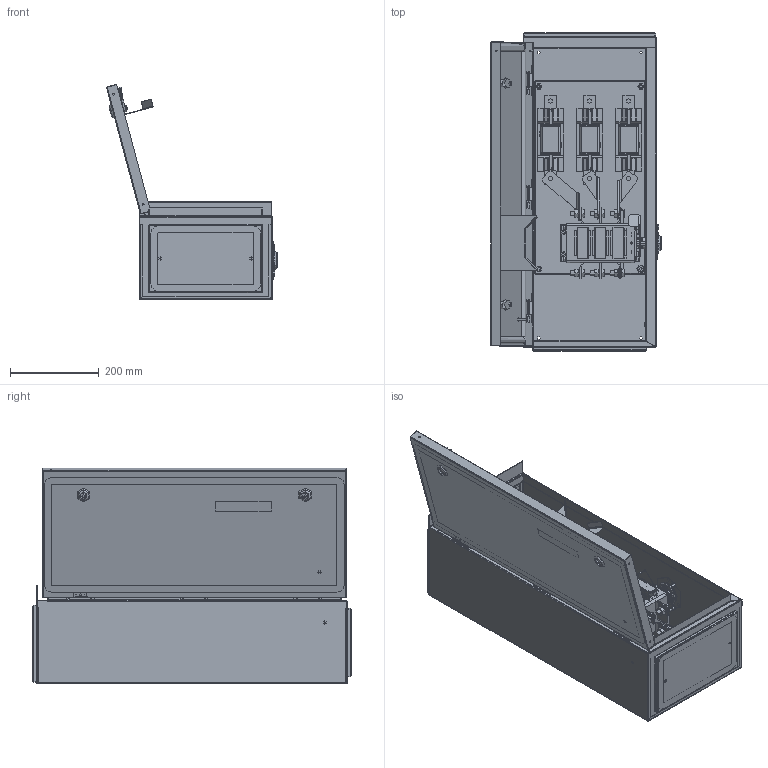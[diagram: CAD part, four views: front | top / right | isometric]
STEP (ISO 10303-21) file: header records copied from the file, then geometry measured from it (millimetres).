
FILE_DESCRIPTION (( 'STEP AP203' ), '1' );
FILE_NAME ('ÀÃÈÅ 314.00.000 Êîðïóñ ßÐÏ â ñáîðå 250À-2 íàïðàâëåíèÿ.STEP', '2022-02-09T13:37:38', ( '' ), ( '' ), 'SwSTEP 2.0', 'SolidWorks 2017', '' );
FILE_SCHEMA (( 'CONFIG_CONTROL_DESIGN' ));
Length unit declared in the file: millimetre
Products named in the file (158): ﾀﾃﾈﾅ 226.01.001 ﾄ濵; ÀÃÈÅ 314.02.008 Øèíà Â; ÀÃÈÅ 226.06.000 ÑÁ Êðûøêà ëþ÷êà â ñáîðå_-05; ÀÃÈÅ 226.03.000 ÑÁ Áîêîâèíà â ñáîðå_-09; ÀÃÈÅ 226.00.002 Ïëàñòèíà èçîëÿöèîííàÿ_-03; hex flange nut_din_Hexagon Flange Nut DIN 6923 - M6 - N; ﾘ琺矜 ﾃﾎﾑﾒ 11371; IEK 705.022; ﾘ琺矜 ﾃﾎﾑﾒ 6402-70; IEK 705.022_IEK 705.022-01; ÀÃÈÅ 226.00.001 Ïàíåëü ìîíòàæíàÿ; IEK 705.024 (扻錝僝鍧); ÀÃÈÅ 314.02.008 Øèíà Â_˜¨­  ‚-250€; Çàêë¸ïêà âûòÿæíàÿ; hex flange nut_din; Zamok; Çàêë¸ïêà ðåçüáîâàÿ FAR; Øïèëüêà Ì6õ20 (2010); IEK 705.021; DPP50-100 Ïëàâêàÿ âñòàâêà ïðåäîõðàíèòåëÿ ÏÏÍÈ-39, ãàáàðèò 3, 100À; Áîëò ÃÎÑÒ 7798 (ïîëíûé)_M6x18 (è £ ªàã¯­ë©); ﾏ褞襄鮏湜鸚ｐ32-35; ÀÃÈÅ 314.02.009 Øèíà Ñ_˜¨­  ‘-250€; 鰍-35, 37, 39 (1, 2, 3); 令腧 梦岩 7798 (镱腠); ÀÃÈÅ 226.02.000 ÑÁ Äâåðü â ñáîðå_-09; DPP30-125 Ïëàâêàÿ âñòàâêà ïðåäîõðàíèòåëÿ ÏÏÍÈ-35, ãàáàðèò 1, 125À1; ﾘ琺矜 ﾃﾎﾑﾒ 6402-70_丐ｩ｡ 10; Øïèëüêà Ì6õ20 (2010)_˜¯¨«ìª  Œ10å25; ������_���.1_���-250 �� ��� ���ࠢ����� ���. �; Ñàëüíèê ÈÝÊ èçì.2_IEK201.005 (ü5); Ãàéêà ÃÎÑÒ 5915_Œ10; Ãàéêà ÃÎÑÒ 5915; 烂扰 226.06.001 署赅 膻麝郷-03; Øàéáà ÃÎÑÒ 11371_ä 6; ÀÃÈÅ 226.06.001 Êðûøêà ëþ÷êà; Çàêë¸ïêà âûòÿæíàÿ_4.8x8 (3,0 ... 4,0) (¯®¤ ¯¥â«î); Ñàëüíèê ÈÝÊ èçì.2; 烂扰 226.05.002 需沐朦_-02; 705.023 Îñü ...
Assembly tree (116 placements, depth 5):
  ﾀﾃﾈﾅ 226.01.001 ﾄ濵
  ÀÃÈÅ 314.02.008 Øèíà Â
  ﾘ琺矜 ﾃﾎﾑﾒ 11371
  IEK 705.022
  ﾘ琺矜 ﾃﾎﾑﾒ 6402-70
Bounding box: 384.87 x 717 x 485.91 mm (x, y, z)
Volume: 4328885.5 mm3; surface area: 3419432.9 mm2
Topology: 135 solids, 135 shells, 6074 faces, 15694 edges, 10117 vertices
Faces by surface type: plane 3470, cylinder 1910, bspline 298, cone 246, torus 126, sphere 24
Entity records: 152798 total; most frequent: CARTESIAN_POINT 29078, ORIENTED_EDGE 22688, DIRECTION 22540, EDGE_CURVE 11344, LINE 7752, VECTOR 7752, AXIS2_PLACEMENT_3D 7394, VERTEX_POINT 7341
